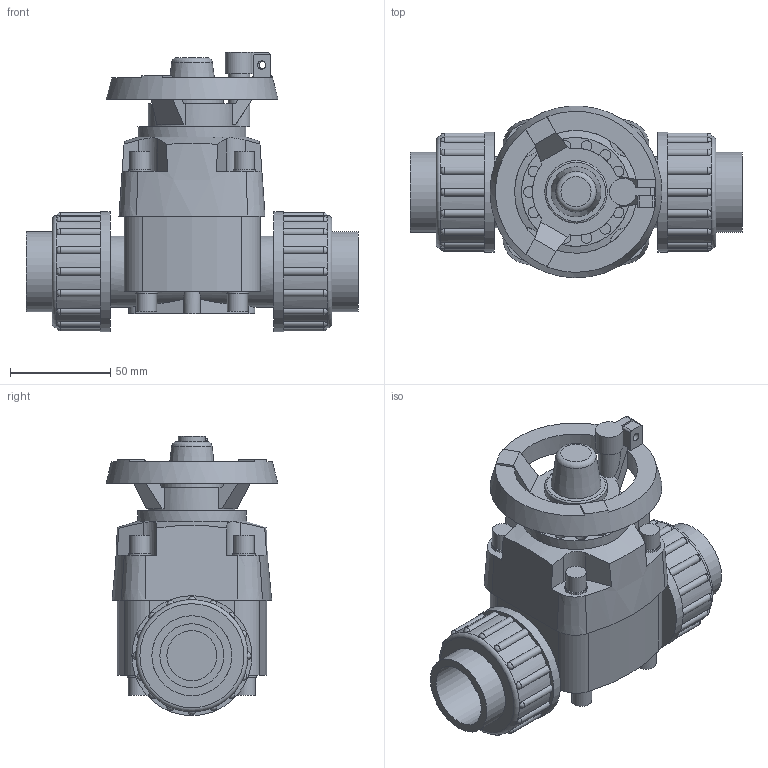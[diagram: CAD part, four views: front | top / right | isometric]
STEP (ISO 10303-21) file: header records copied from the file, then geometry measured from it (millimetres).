
FILE_DESCRIPTION((''),'2;1');
FILE_NAME('PV20001A032.stp','2022-02-17T13:44:22',('RL'),(''),'Autodesk Inventor 2012','Autodesk Inventor 2012','');
FILE_SCHEMA(('AUTOMOTIVE_DESIGN { 1 0 10303 214 1 1 1 1 }'));
Length unit declared in the file: millimetre
Products named in the file (1): PV20001A032
Bounding box: 166 x 85.87 x 139.71 mm (x, y, z)
Volume: 581707.6 mm3; surface area: 94464 mm2
Topology: 1 solids, 4 shells, 307 faces, 798 edges, 530 vertices
Faces by surface type: plane 148, cylinder 113, sphere 32, cone 10, torus 4
Full cylindrical faces by diameter (mm): 3.583 x1, 4.095 x1, 5 x2, 5.44 x14, 10.074 x8, 10.88 x1, 11.081 x8, 25 x4, 31.28 x1, 32 x2, 35.7 x2, 39.98 x2, 40 x2, 48.6 x2, 54.4 x1, 56 x2, 60 x2, 61.429 x1, 67.571 x1, 79.857 x1
Entity records: 9873 total; most frequent: CARTESIAN_POINT 2261, DIRECTION 1564, ORIENTED_EDGE 1414, EDGE_CURVE 707, AXIS2_PLACEMENT_3D 654, VERTEX_POINT 505, EDGE_LOOP 412, CIRCLE 332
